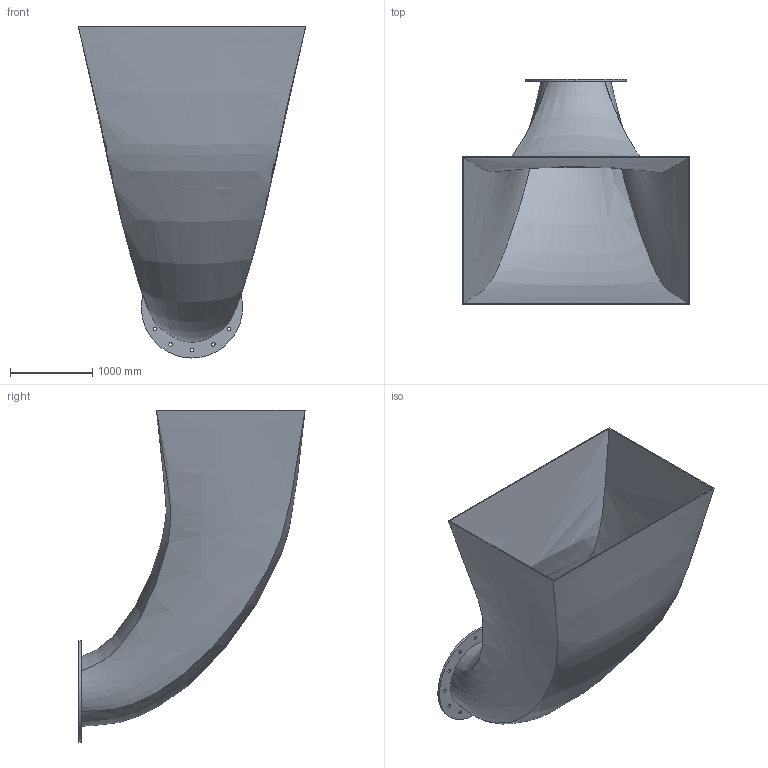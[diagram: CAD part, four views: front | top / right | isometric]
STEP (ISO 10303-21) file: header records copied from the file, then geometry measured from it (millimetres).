
FILE_DESCRIPTION(('FreeCAD Model'),'2;1');
FILE_NAME('Open CASCADE Shape Model','2025-05-05T03:38:20',('FreeCAD'),( 'FreeCAD'),'Open CASCADE STEP processor 7.6','FreeCAD','Unknown');
FILE_SCHEMA(('AUTOMOTIVE_DESIGN { 1 0 10303 214 1 1 1 1 }'));
Products named in the file (1): Open CASCADE STEP translator 7.6 1
Bounding box: 2767.89 x 2753.52 x 4040.97 mm (x, y, z)
Volume: 360735436.3 mm3; surface area: 51685092.7 mm2
Topology: 1 solids, 1 shells, 39 faces, 108 edges, 72 vertices
Faces by surface type: bspline 39
Entity records: 39701 total; most frequent: CARTESIAN_POINT 39054, ORIENTED_EDGE 216, EDGE_CURVE 108, VERTEX_POINT 72, FACE_BOUND 66, EDGE_LOOP 66, B_SPLINE_CURVE_WITH_KNOTS 52, ADVANCED_FACE 39
